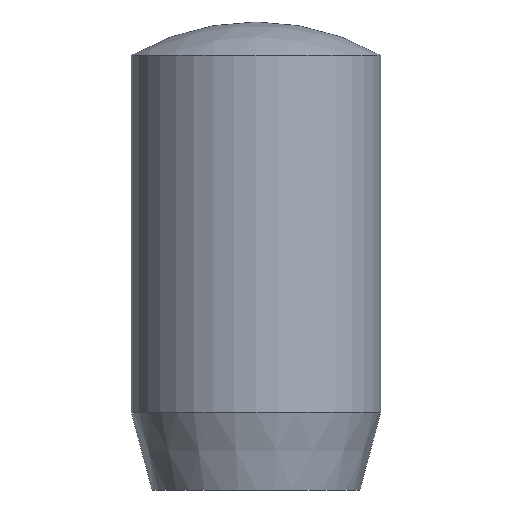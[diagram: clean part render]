
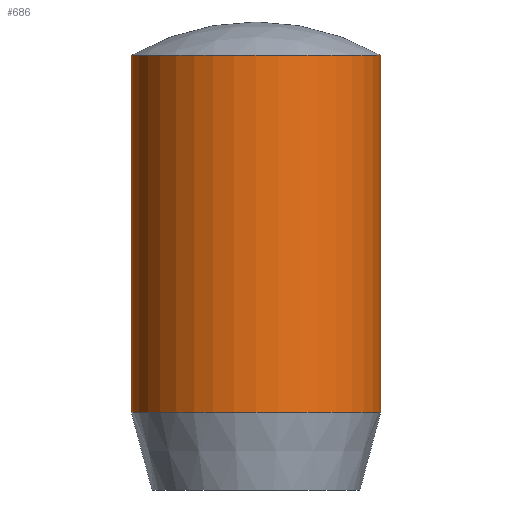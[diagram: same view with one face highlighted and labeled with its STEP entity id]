
A CAD part, front view. The second image highlights one B-rep face of the part: STEP entity #686.
In plain terms, the highlighted cylindrical face has radius 4 mm (diameter 8 mm), a partial arc.
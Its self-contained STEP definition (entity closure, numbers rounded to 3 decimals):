
#37 = AXIS2_PLACEMENT_3D ( 'NONE', #451, #449, #445 ) ;
#91 = VECTOR ( 'NONE', #766, 1000. ) ;
#111 = AXIS2_PLACEMENT_3D ( 'NONE', #241, #237, #234 ) ;
#192 = VERTEX_POINT ( 'NONE', #478 ) ;
#212 = CARTESIAN_POINT ( 'NONE',  ( 4., 0., 6.428 ) ) ;
#216 = CARTESIAN_POINT ( 'NONE',  ( 0., 0., 7.5 ) ) ;
#217 = DIRECTION ( 'NONE',  ( -1., 0., 0. ) ) ;
#227 = DIRECTION ( 'NONE',  ( 0., 0., -1. ) ) ;
#234 = DIRECTION ( 'NONE',  ( -1., 0., 0. ) ) ;
#237 = DIRECTION ( 'NONE',  ( 0., 0., -1. ) ) ;
#241 = CARTESIAN_POINT ( 'NONE',  ( 0., 0., 6.428 ) ) ;
#257 = CIRCLE ( 'NONE', #111, 4. ) ;
#274 = VERTEX_POINT ( 'NONE', #777 ) ;
#307 = EDGE_CURVE ( 'NONE', #717, #274, #257, .T. ) ;
#384 = CARTESIAN_POINT ( 'NONE',  ( 4., 0., -5. ) ) ;
#387 = EDGE_CURVE ( 'NONE', #717, #473, #511, .T. ) ;
#396 = EDGE_CURVE ( 'NONE', #274, #192, #681, .T. ) ;
#422 = EDGE_CURVE ( 'NONE', #192, #473, #754, .T. ) ;
#426 = ORIENTED_EDGE ( 'NONE', *, *, #396, .T. ) ;
#445 = DIRECTION ( 'NONE',  ( 1., 0., 0. ) ) ;
#449 = DIRECTION ( 'NONE',  ( 0., 0., 1. ) ) ;
#451 = CARTESIAN_POINT ( 'NONE',  ( 0., 0., -5. ) ) ;
#473 = VERTEX_POINT ( 'NONE', #384 ) ;
#475 = ORIENTED_EDGE ( 'NONE', *, *, #307, .T. ) ;
#478 = CARTESIAN_POINT ( 'NONE',  ( -4., 0., -5. ) ) ;
#484 = CYLINDRICAL_SURFACE ( 'NONE', #685, 4. ) ;
#494 = EDGE_LOOP ( 'NONE', ( #526, #475, #426, #712 ) ) ;
#500 = FACE_OUTER_BOUND ( 'NONE', #494, .T. ) ;
#511 = LINE ( 'NONE', #780, #820 ) ;
#526 = ORIENTED_EDGE ( 'NONE', *, *, #387, .F. ) ;
#681 = LINE ( 'NONE', #784, #91 ) ;
#685 = AXIS2_PLACEMENT_3D ( 'NONE', #216, #227, #217 ) ;
#686 = ADVANCED_FACE ( 'NONE', ( #500 ), #484, .T. ) ;
#712 = ORIENTED_EDGE ( 'NONE', *, *, #422, .T. ) ;
#717 = VERTEX_POINT ( 'NONE', #212 ) ;
#754 = CIRCLE ( 'NONE', #37, 4. ) ;
#766 = DIRECTION ( 'NONE',  ( 0., 0., -1. ) ) ;
#776 = DIRECTION ( 'NONE',  ( 0., 0., -1. ) ) ;
#777 = CARTESIAN_POINT ( 'NONE',  ( -4., 0., 6.428 ) ) ;
#780 = CARTESIAN_POINT ( 'NONE',  ( 4., 0., 7.5 ) ) ;
#784 = CARTESIAN_POINT ( 'NONE',  ( -4., 0., 7.5 ) ) ;
#820 = VECTOR ( 'NONE', #776, 1000. ) ;
